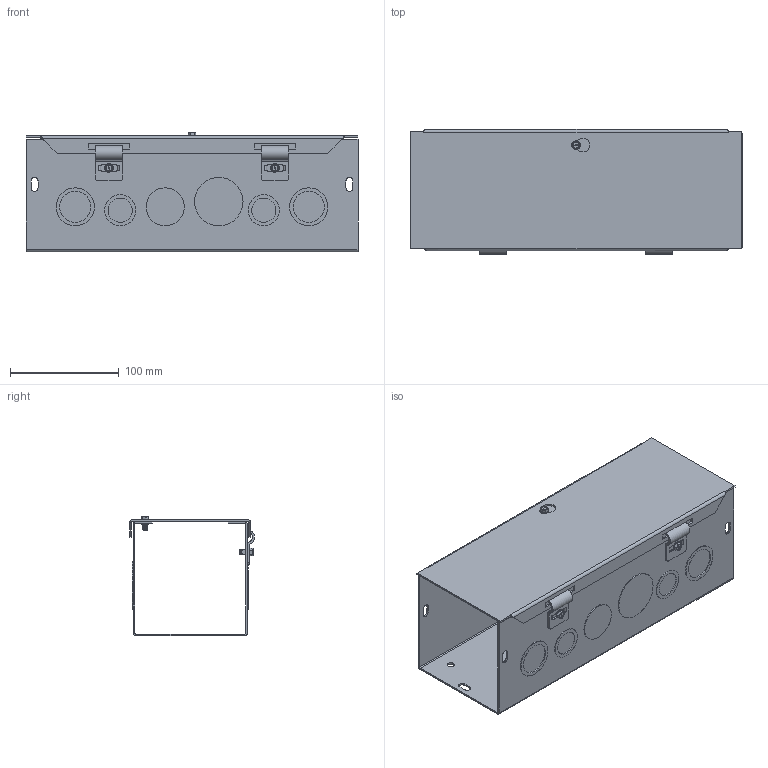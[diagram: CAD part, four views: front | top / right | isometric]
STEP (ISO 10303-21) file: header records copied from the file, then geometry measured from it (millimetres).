
FILE_DESCRIPTION(/* description */ ('HS_BLR 4X4X12'),/* implementation_level */ '2;1');
FILE_NAME(/* name */ 'HS441.stp',/* time_stamp */ '2017-06-12T12:17:13+06:00',/* author */ ('vdas'),/* organization */ (''),/* preprocessor_version */ 'ST-DEVELOPER v16.1',/* originating_system */ 'Autodesk Inventor 2016',/* authorisation */ '');
FILE_SCHEMA (('AUTOMOTIVE_DESIGN { 1 0 10303 214 3 1 1 }'));
Length unit declared in the file: inch
Products named in the file (5): HS441BLR; HS441LID; 372141; 31816; HS441
Assembly tree (7 placements, depth 2):
  HS441
    HS441BLR
    HS441LID
    372141  x3
    31816  x2
Bounding box: 304.8 x 114.74 x 109.79 mm (x, y, z)
Volume: 235906.7 mm3; surface area: 296139.7 mm2
Topology: 7 solids, 7 shells, 498 faces, 1201 edges, 740 vertices
Faces by surface type: plane 260, cylinder 113, cone 81, torus 38, bspline 6
Full cylindrical faces by diameter (mm): 4.089 x3, 4.595 x24, 6.35 x4, 7.938 x3, 22.225 x4, 28.575 x8, 34.925 x6, 44.45 x2
Entity records: 9149 total; most frequent: CARTESIAN_POINT 1754, DIRECTION 1469, ORIENTED_EDGE 1364, EDGE_CURVE 682, AXIS2_PLACEMENT_3D 510, VERTEX_POINT 465, LINE 449, VECTOR 449
